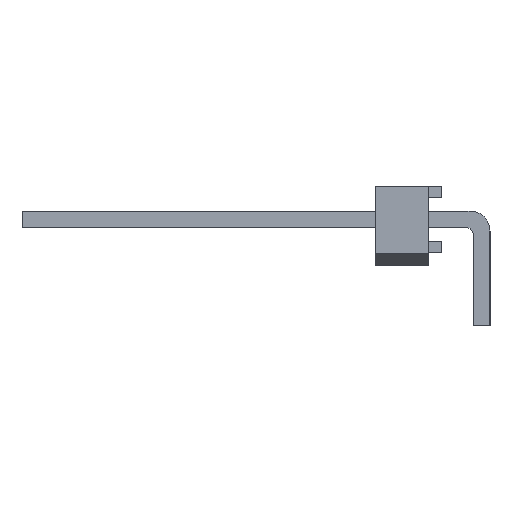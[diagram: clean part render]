
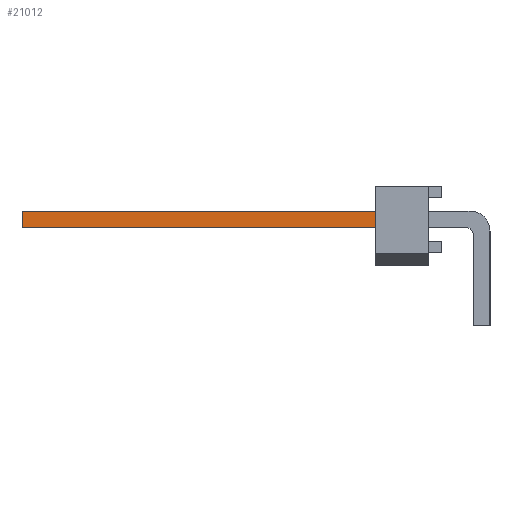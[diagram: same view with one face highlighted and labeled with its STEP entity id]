
A CAD part, left-side view. The second image highlights one B-rep face of the part: STEP entity #21012.
In plain terms, the highlighted face is planar.
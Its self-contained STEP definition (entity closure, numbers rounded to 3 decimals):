
#20119 = VERTEX_POINT('',#20120);
#20120 = CARTESIAN_POINT('',(16.828,17.526,-0.318));
#20126 = EDGE_CURVE('',#20127,#20119,#20129,.T.);
#20127 = VERTEX_POINT('',#20128);
#20128 = CARTESIAN_POINT('',(16.828,2.921,-0.318));
#20129 = LINE('',#20130,#20131);
#20130 = CARTESIAN_POINT('',(16.828,0.445,-0.318));
#20131 = VECTOR('',#20132,1.);
#20132 = DIRECTION('',(0.,1.,0.));
#20679 = VERTEX_POINT('',#20680);
#20680 = CARTESIAN_POINT('',(16.828,2.921,0.318));
#20686 = EDGE_CURVE('',#20687,#20679,#20689,.T.);
#20687 = VERTEX_POINT('',#20688);
#20688 = CARTESIAN_POINT('',(16.828,17.526,0.318));
#20689 = LINE('',#20690,#20691);
#20690 = CARTESIAN_POINT('',(16.828,17.526,0.318));
#20691 = VECTOR('',#20692,1.);
#20692 = DIRECTION('',(0.,-1.,0.));
#21001 = EDGE_CURVE('',#20119,#20687,#21002,.T.);
#21002 = LINE('',#21003,#21004);
#21003 = CARTESIAN_POINT('',(16.828,17.526,-0.318));
#21004 = VECTOR('',#21005,1.);
#21005 = DIRECTION('',(0.,0.,1.));
#21012 = ADVANCED_FACE('',(#21013),#21024,.T.);
#21013 = FACE_BOUND('',#21014,.T.);
#21014 = EDGE_LOOP('',(#21015,#21016,#21022,#21023));
#21015 = ORIENTED_EDGE('',*,*,#20686,.T.);
#21016 = ORIENTED_EDGE('',*,*,#21017,.T.);
#21017 = EDGE_CURVE('',#20679,#20127,#21018,.T.);
#21018 = LINE('',#21019,#21020);
#21019 = CARTESIAN_POINT('',(16.828,2.921,0.445));
#21020 = VECTOR('',#21021,1.);
#21021 = DIRECTION('',(0.,0.,-1.));
#21022 = ORIENTED_EDGE('',*,*,#20126,.T.);
#21023 = ORIENTED_EDGE('',*,*,#21001,.T.);
#21024 = PLANE('',#21025);
#21025 = AXIS2_PLACEMENT_3D('',#21026,#21027,#21028);
#21026 = CARTESIAN_POINT('',(16.828,0.445,0.445));
#21027 = DIRECTION('',(1.,0.,0.));
#21028 = DIRECTION('',(0.,0.,-1.));
